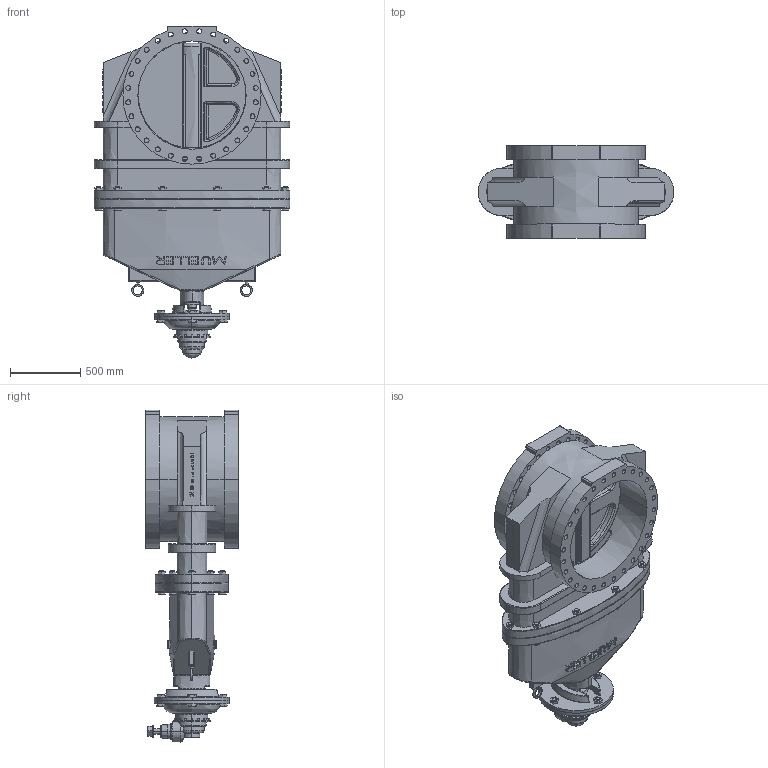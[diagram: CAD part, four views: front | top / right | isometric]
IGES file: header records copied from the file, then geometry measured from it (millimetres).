
Start section: SolidWorks IGES file using NURBS representation for surfaces
Global section: file name: A-2361-6_30_N.IGS; native system: SolidWorks 2014; preprocessor: SolidWorks 2014; author: CAD; date: 150223.131505; units: inch
Bounding box: 1394.41 x 660.4 x 2365.8 mm (x, y, z)
Volume: 486573404.4 mm3; surface area: 16001942.4 mm2
Topology: 42 solids, 42 shells, 1835 faces, 4692 edges, 2926 vertices
Faces by surface type: bspline 1835
